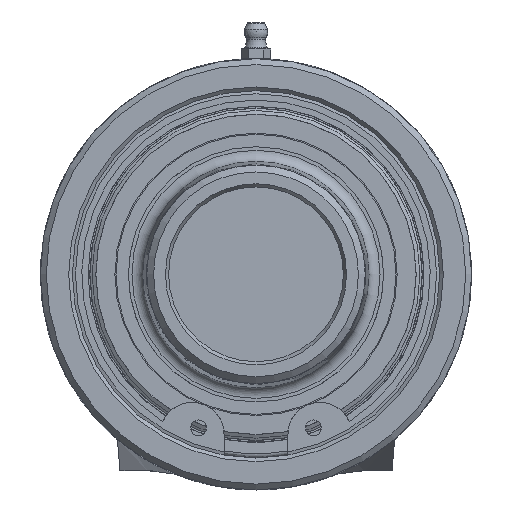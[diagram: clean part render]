
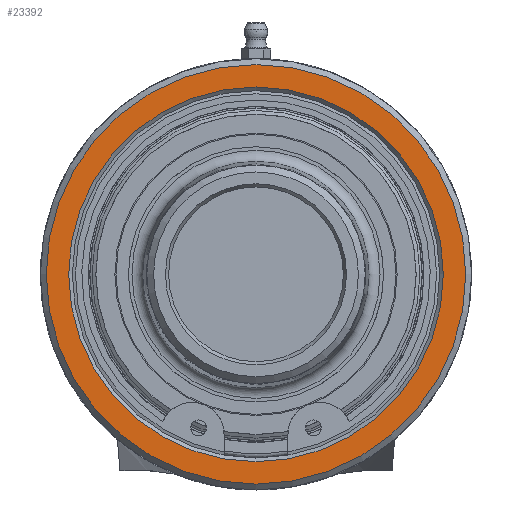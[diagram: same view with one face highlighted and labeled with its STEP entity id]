
A CAD part, left-side view. The second image highlights one B-rep face of the part: STEP entity #23392.
In plain terms, the highlighted planar face has unit normal (-1, 0, 0).
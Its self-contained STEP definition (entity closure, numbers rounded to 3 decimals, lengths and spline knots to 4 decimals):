
#250=FACE_BOUND('',#6749,.T.);
#4036=PLANE('',#24693);
#5305=FACE_OUTER_BOUND('',#6748,.T.);
#6748=EDGE_LOOP('',(#21362));
#6749=EDGE_LOOP('',(#21363));
#8871=CIRCLE('',#24689,2.25);
#8874=CIRCLE('',#24694,2.0094);
#11138=VERTEX_POINT('',#54929);
#11141=VERTEX_POINT('',#54939);
#14569=EDGE_CURVE('',#11138,#11138,#8871,.T.);
#14574=EDGE_CURVE('',#11141,#11141,#8874,.T.);
#21362=ORIENTED_EDGE('',*,*,#14569,.F.);
#21363=ORIENTED_EDGE('',*,*,#14574,.F.);
#23392=ADVANCED_FACE('',(#5305,#250),#4036,.F.);
#24689=AXIS2_PLACEMENT_3D('',#54930,#28494,#28495);
#24693=AXIS2_PLACEMENT_3D('',#54938,#28504,#28505);
#24694=AXIS2_PLACEMENT_3D('',#54940,#28506,#28507);
#28494=DIRECTION('center_axis',(1.,0.,0.));
#28495=DIRECTION('ref_axis',(0.,0.,
1.));
#28504=DIRECTION('center_axis',(1.,0.,0.));
#28505=DIRECTION('ref_axis',(0.,0.,
1.));
#28506=DIRECTION('center_axis',(-1.,0.,0.));
#28507=DIRECTION('ref_axis',(0.,0.,
1.));
#54929=CARTESIAN_POINT('',(2.9154,0.,-2.25));
#54930=CARTESIAN_POINT('Origin',(2.9154,0.,
0.));
#54938=CARTESIAN_POINT('Origin',(2.9154,0.,
-1.314));
#54939=CARTESIAN_POINT('',(2.9154,0.,-2.0094));
#54940=CARTESIAN_POINT('Origin',(2.9154,0.,
0.));
